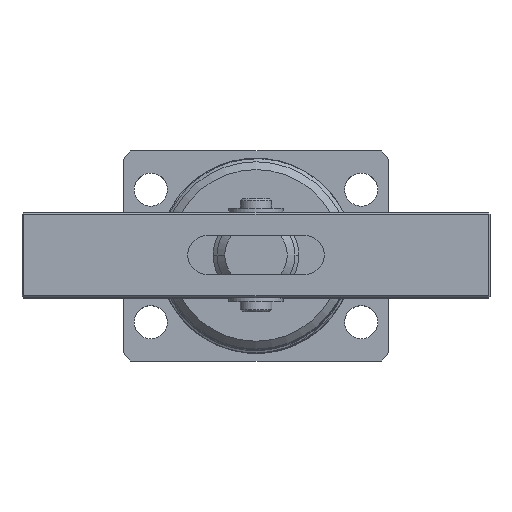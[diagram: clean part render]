
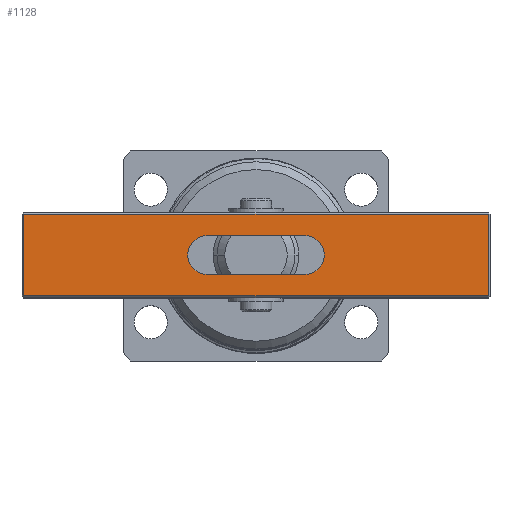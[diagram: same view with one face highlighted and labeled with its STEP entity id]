
A CAD part, top view. The second image highlights one B-rep face of the part: STEP entity #1128.
In plain terms, the highlighted planar face has unit normal (0, 0, 1).
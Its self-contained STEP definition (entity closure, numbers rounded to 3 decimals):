
#166 = ORIENTED_EDGE ( 'NONE', *, *, #7250, .F. ) ;
#179 = CARTESIAN_POINT ( 'NONE',  ( 12.5, 5., 22. ) ) ;
#632 = VERTEX_POINT ( 'NONE', #9724 ) ;
#812 = DIRECTION ( 'NONE',  ( -1., 0., 0. ) ) ;
#913 = CARTESIAN_POINT ( 'NONE',  ( -12.5, 5., 22. ) ) ;
#991 = ORIENTED_EDGE ( 'NONE', *, *, #8042, .F. ) ;
#1038 = ORIENTED_EDGE ( 'NONE', *, *, #5753, .T. ) ;
#1051 = ORIENTED_EDGE ( 'NONE', *, *, #6683, .T. ) ;
#1128 = ADVANCED_FACE ( 'NONE', ( #8494, #10388 ), #4666, .T. ) ;
#1284 = LINE ( 'NONE', #7098, #7445 ) ;
#1463 = AXIS2_PLACEMENT_3D ( 'NONE', #2858, #8464, #3665 ) ;
#1863 = AXIS2_PLACEMENT_3D ( 'NONE', #3023, #8630, #3824 ) ;
#1969 = VERTEX_POINT ( 'NONE', #179 ) ;
#2005 = ORIENTED_EDGE ( 'NONE', *, *, #9988, .F. ) ;
#2047 = CIRCLE ( 'NONE', #3810, 5. ) ;
#2120 = AXIS2_PLACEMENT_3D ( 'NONE', #10238, #8491, #10224 ) ;
#2162 = CARTESIAN_POINT ( 'NONE',  ( -12.5, 0., 22. ) ) ;
#2246 = EDGE_LOOP ( 'NONE', ( #991, #2005, #8153, #166, #8876 ) ) ;
#2259 = DIRECTION ( 'NONE',  ( 1., 0., 0. ) ) ;
#2443 = CARTESIAN_POINT ( 'NONE',  ( 60., -10.5, 22. ) ) ;
#2637 = CARTESIAN_POINT ( 'NONE',  ( 12.5, -5., 22. ) ) ;
#2683 = EDGE_CURVE ( 'NONE', #3886, #9925, #4530, .T. ) ;
#2740 = EDGE_CURVE ( 'NONE', #9402, #5352, #4029, .T. ) ;
#2801 = CARTESIAN_POINT ( 'NONE',  ( -17.5, 0., 22. ) ) ;
#2858 = CARTESIAN_POINT ( 'NONE',  ( 12.5, 0., 22. ) ) ;
#2898 = ORIENTED_EDGE ( 'NONE', *, *, #4468, .T. ) ;
#2965 = DIRECTION ( 'NONE',  ( 1., 0., 0. ) ) ;
#3023 = CARTESIAN_POINT ( 'NONE',  ( -12.5, 0., 22. ) ) ;
#3194 = LINE ( 'NONE', #2443, #4812 ) ;
#3247 = VERTEX_POINT ( 'NONE', #5325 ) ;
#3600 = CARTESIAN_POINT ( 'NONE',  ( -59.5, -10.5, 22. ) ) ;
#3661 = EDGE_CURVE ( 'NONE', #632, #5895, #6725, .T. ) ;
#3665 = DIRECTION ( 'NONE',  ( 1., 0., 0. ) ) ;
#3776 = DIRECTION ( 'NONE',  ( 0., -1., 0. ) ) ;
#3810 = AXIS2_PLACEMENT_3D ( 'NONE', #2162, #7770, #2965 ) ;
#3824 = DIRECTION ( 'NONE',  ( 1., 0., 0. ) ) ;
#3886 = VERTEX_POINT ( 'NONE', #913 ) ;
#4008 = EDGE_LOOP ( 'NONE', ( #1051, #5617, #1038, #2898 ) ) ;
#4029 = LINE ( 'NONE', #8669, #5898 ) ;
#4468 = EDGE_CURVE ( 'NONE', #3247, #6037, #9104, .T. ) ;
#4530 = CIRCLE ( 'NONE', #1863, 5. ) ;
#4570 = CARTESIAN_POINT ( 'NONE',  ( 59.5, -10.5, 22. ) ) ;
#4666 = PLANE ( 'NONE',  #2120 ) ;
#4812 = VECTOR ( 'NONE', #8831, 1000. ) ;
#5325 = CARTESIAN_POINT ( 'NONE',  ( -59.5, 10.5, 22. ) ) ;
#5352 = VERTEX_POINT ( 'NONE', #6197 ) ;
#5585 = CARTESIAN_POINT ( 'NONE',  ( -60., 10.5, 22. ) ) ;
#5617 = ORIENTED_EDGE ( 'NONE', *, *, #2740, .T. ) ;
#5634 = CIRCLE ( 'NONE', #1463, 5. ) ;
#5753 = EDGE_CURVE ( 'NONE', #5352, #3247, #8195, .T. ) ;
#5895 = VERTEX_POINT ( 'NONE', #2637 ) ;
#5898 = VECTOR ( 'NONE', #8706, 1000. ) ;
#6037 = VERTEX_POINT ( 'NONE', #3600 ) ;
#6197 = CARTESIAN_POINT ( 'NONE',  ( 59.5, 10.5, 22. ) ) ;
#6261 = CARTESIAN_POINT ( 'NONE',  ( -12.5, -5., 22. ) ) ;
#6474 = VECTOR ( 'NONE', #2259, 1000. ) ;
#6683 = EDGE_CURVE ( 'NONE', #6037, #9402, #3194, .T. ) ;
#6725 = LINE ( 'NONE', #6261, #6474 ) ;
#7098 = CARTESIAN_POINT ( 'NONE',  ( -12.5, 5., 22. ) ) ;
#7133 = DIRECTION ( 'NONE',  ( -1., 0., 0. ) ) ;
#7250 = EDGE_CURVE ( 'NONE', #9925, #632, #2047, .T. ) ;
#7445 = VECTOR ( 'NONE', #7133, 1000. ) ;
#7770 = DIRECTION ( 'NONE',  ( 0., 0., 1. ) ) ;
#7786 = CARTESIAN_POINT ( 'NONE',  ( -59.5, -11., 22. ) ) ;
#8042 = EDGE_CURVE ( 'NONE', #1969, #3886, #1284, .T. ) ;
#8153 = ORIENTED_EDGE ( 'NONE', *, *, #3661, .F. ) ;
#8195 = LINE ( 'NONE', #5585, #10330 ) ;
#8464 = DIRECTION ( 'NONE',  ( 0., 0., 1. ) ) ;
#8491 = DIRECTION ( 'NONE',  ( 0., 0., 1. ) ) ;
#8494 = FACE_OUTER_BOUND ( 'NONE', #4008, .T. ) ;
#8630 = DIRECTION ( 'NONE',  ( 0., 0., 1. ) ) ;
#8669 = CARTESIAN_POINT ( 'NONE',  ( 59.5, 11., 22. ) ) ;
#8706 = DIRECTION ( 'NONE',  ( 0., 1., 0. ) ) ;
#8831 = DIRECTION ( 'NONE',  ( 1., 0., 0. ) ) ;
#8849 = VECTOR ( 'NONE', #3776, 1000. ) ;
#8876 = ORIENTED_EDGE ( 'NONE', *, *, #2683, .F. ) ;
#9104 = LINE ( 'NONE', #7786, #8849 ) ;
#9402 = VERTEX_POINT ( 'NONE', #4570 ) ;
#9724 = CARTESIAN_POINT ( 'NONE',  ( -12.5, -5., 22. ) ) ;
#9925 = VERTEX_POINT ( 'NONE', #2801 ) ;
#9988 = EDGE_CURVE ( 'NONE', #5895, #1969, #5634, .T. ) ;
#10224 = DIRECTION ( 'NONE',  ( 1., 0., 0. ) ) ;
#10238 = CARTESIAN_POINT ( 'NONE',  ( 0., 0., 22. ) ) ;
#10330 = VECTOR ( 'NONE', #812, 1000. ) ;
#10388 = FACE_BOUND ( 'NONE', #2246, .T. ) ;
